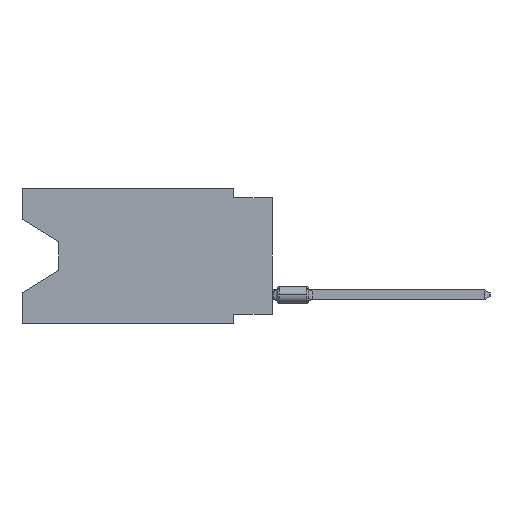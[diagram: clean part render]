
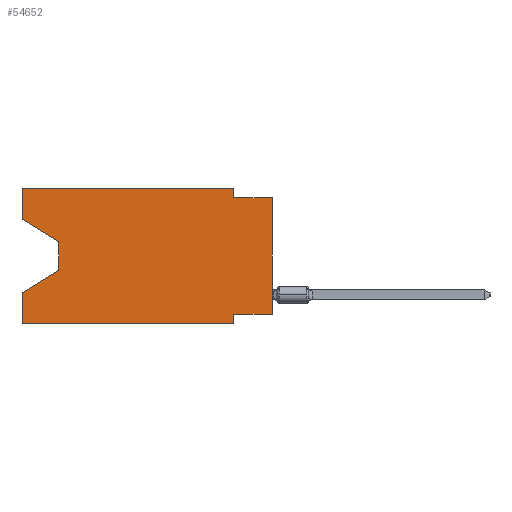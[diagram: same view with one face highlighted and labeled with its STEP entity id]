
A CAD part, left-side view. The second image highlights one B-rep face of the part: STEP entity #54652.
In plain terms, the highlighted planar face has unit normal (-1, 0, 0).
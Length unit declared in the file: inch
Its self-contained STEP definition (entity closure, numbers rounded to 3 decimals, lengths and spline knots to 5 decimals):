
#995 = ORIENTED_EDGE ( 'NONE', *, *, #22509, .F. ) ;
#1089 = EDGE_CURVE ( 'NONE', #3242, #17518, #58040, .T. ) ;
#1886 = CARTESIAN_POINT ( 'NONE',  ( 0., 0.55, -0.138 ) ) ;
#2522 = DIRECTION ( 'NONE',  ( 0., -1., 0. ) ) ;
#3024 = VERTEX_POINT ( 'NONE', #51130 ) ;
#3120 = PLANE ( 'NONE',  #9193 ) ;
#3242 = VERTEX_POINT ( 'NONE', #41268 ) ;
#3598 = EDGE_CURVE ( 'NONE', #32844, #71212, #45852, .T. ) ;
#5175 = CARTESIAN_POINT ( 'NONE',  ( 0., 0., -0.325 ) ) ;
#6657 = ORIENTED_EDGE ( 'NONE', *, *, #22875, .T. ) ;
#8084 = VECTOR ( 'NONE', #58162, 39.37008 ) ;
#8419 = VECTOR ( 'NONE', #26842, 39.37008 ) ;
#8636 = CARTESIAN_POINT ( 'NONE',  ( 0., 0.645, 0. ) ) ;
#9193 = AXIS2_PLACEMENT_3D ( 'NONE', #8636, #31278, #9360 ) ;
#9360 = DIRECTION ( 'NONE',  ( 0., 0., -1. ) ) ;
#9402 = ORIENTED_EDGE ( 'NONE', *, *, #49379, .T. ) ;
#10384 = ORIENTED_EDGE ( 'NONE', *, *, #11743, .T. ) ;
#10961 = ORIENTED_EDGE ( 'NONE', *, *, #1089, .F. ) ;
#11027 = VERTEX_POINT ( 'NONE', #63413 ) ;
#11743 = EDGE_CURVE ( 'NONE', #3024, #27729, #12354, .T. ) ;
#12236 = CARTESIAN_POINT ( 'NONE',  ( 0., 0., -0.325 ) ) ;
#12354 = LINE ( 'NONE', #68257, #54630 ) ;
#12662 = LINE ( 'NONE', #18880, #65576 ) ;
#13058 = CARTESIAN_POINT ( 'NONE',  ( 0., 0.645, -0.26975 ) ) ;
#14006 = CARTESIAN_POINT ( 'NONE',  ( 0., 0.645, 0. ) ) ;
#15146 = CARTESIAN_POINT ( 'NONE',  ( 0., 0.1, 0. ) ) ;
#15357 = CARTESIAN_POINT ( 'NONE',  ( 0., 0.645, 0. ) ) ;
#15868 = CARTESIAN_POINT ( 'NONE',  ( 0., 0.55, -0.138 ) ) ;
#17518 = VERTEX_POINT ( 'NONE', #15146 ) ;
#18633 = DIRECTION ( 'NONE',  ( 0., 0., -1. ) ) ;
#18880 = CARTESIAN_POINT ( 'NONE',  ( 0., 0., -0.025 ) ) ;
#19098 = LINE ( 'NONE', #1886, #8084 ) ;
#19957 = EDGE_CURVE ( 'NONE', #11027, #22820, #43865, .T. ) ;
#20356 = DIRECTION ( 'NONE',  ( 0., 0., -1. ) ) ;
#20832 = LINE ( 'NONE', #15357, #64372 ) ;
#20967 = VERTEX_POINT ( 'NONE', #64467 ) ;
#22509 = EDGE_CURVE ( 'NONE', #3024, #51065, #20832, .T. ) ;
#22820 = VERTEX_POINT ( 'NONE', #15868 ) ;
#22875 = EDGE_CURVE ( 'NONE', #42002, #51065, #66664, .T. ) ;
#23305 = VERTEX_POINT ( 'NONE', #62185 ) ;
#23882 = VECTOR ( 'NONE', #20356, 39.37008 ) ;
#26168 = FACE_OUTER_BOUND ( 'NONE', #27851, .T. ) ;
#26603 = VECTOR ( 'NONE', #65135, 39.37008 ) ;
#26842 = DIRECTION ( 'NONE',  ( 0., 0.855, -0.519 ) ) ;
#27729 = VERTEX_POINT ( 'NONE', #66495 ) ;
#27851 = EDGE_LOOP ( 'NONE', ( #30090, #9402, #6657, #995, #10384, #55258, #69852, #37312, #57347, #48410, #10961, #34000 ) ) ;
#30090 = ORIENTED_EDGE ( 'NONE', *, *, #19957, .T. ) ;
#31278 = DIRECTION ( 'NONE',  ( 1., 0., 0. ) ) ;
#32844 = VERTEX_POINT ( 'NONE', #5175 ) ;
#34000 = ORIENTED_EDGE ( 'NONE', *, *, #53869, .F. ) ;
#34509 = DIRECTION ( 'NONE',  ( 0., 1., 0. ) ) ;
#35663 = DIRECTION ( 'NONE',  ( 0., -1., 0. ) ) ;
#36782 = LINE ( 'NONE', #48802, #23882 ) ;
#37312 = ORIENTED_EDGE ( 'NONE', *, *, #61966, .T. ) ;
#37638 = DIRECTION ( 'NONE',  ( 0., 0., 1. ) ) ;
#39109 = DIRECTION ( 'NONE',  ( 0., -0.855, -0.519 ) ) ;
#40666 = VECTOR ( 'NONE', #39109, 39.37008 ) ;
#41268 = CARTESIAN_POINT ( 'NONE',  ( 0., 0.645, 0. ) ) ;
#42002 = VERTEX_POINT ( 'NONE', #56404 ) ;
#42680 = CARTESIAN_POINT ( 'NONE',  ( 0., 0.1, -0.325 ) ) ;
#43717 = DIRECTION ( 'NONE',  ( 0., 0., 1. ) ) ;
#43865 = LINE ( 'NONE', #66148, #40666 ) ;
#45695 = EDGE_CURVE ( 'NONE', #71212, #27729, #36782, .T. ) ;
#45760 = VECTOR ( 'NONE', #2522, 39.37008 ) ;
#45852 = LINE ( 'NONE', #12236, #57859 ) ;
#47970 = LINE ( 'NONE', #14006, #26603 ) ;
#48410 = ORIENTED_EDGE ( 'NONE', *, *, #48557, .F. ) ;
#48557 = EDGE_CURVE ( 'NONE', #17518, #20967, #61391, .T. ) ;
#48802 = CARTESIAN_POINT ( 'NONE',  ( 0., 0.1, -0.35 ) ) ;
#49379 = EDGE_CURVE ( 'NONE', #22820, #42002, #19098, .T. ) ;
#50436 = CARTESIAN_POINT ( 'NONE',  ( 0., 0.1, 0. ) ) ;
#51065 = VERTEX_POINT ( 'NONE', #13058 ) ;
#51130 = CARTESIAN_POINT ( 'NONE',  ( 0., 0.645, -0.35 ) ) ;
#52952 = CARTESIAN_POINT ( 'NONE',  ( 0., 0.645, 0. ) ) ;
#53869 = EDGE_CURVE ( 'NONE', #11027, #3242, #47970, .T. ) ;
#54608 = CARTESIAN_POINT ( 'NONE',  ( 0., 0.55, -0.212 ) ) ;
#54630 = VECTOR ( 'NONE', #61322, 39.37008 ) ;
#54652 = ADVANCED_FACE ( 'NONE', ( #26168 ), #3120, .F. ) ;
#55258 = ORIENTED_EDGE ( 'NONE', *, *, #45695, .F. ) ;
#55810 = VECTOR ( 'NONE', #18633, 39.37008 ) ;
#56404 = CARTESIAN_POINT ( 'NONE',  ( 0., 0.55, -0.212 ) ) ;
#57347 = ORIENTED_EDGE ( 'NONE', *, *, #71593, .F. ) ;
#57859 = VECTOR ( 'NONE', #34509, 39.37008 ) ;
#58040 = LINE ( 'NONE', #52952, #45760 ) ;
#58162 = DIRECTION ( 'NONE',  ( 0., 0., -1. ) ) ;
#61322 = DIRECTION ( 'NONE',  ( 0., -1., 0. ) ) ;
#61391 = LINE ( 'NONE', #50436, #55810 ) ;
#61455 = VECTOR ( 'NONE', #43717, 39.37008 ) ;
#61883 = LINE ( 'NONE', #71143, #61455 ) ;
#61966 = EDGE_CURVE ( 'NONE', #32844, #23305, #61883, .T. ) ;
#62185 = CARTESIAN_POINT ( 'NONE',  ( 0., 0., -0.025 ) ) ;
#63413 = CARTESIAN_POINT ( 'NONE',  ( 0., 0.645, -0.08025 ) ) ;
#64372 = VECTOR ( 'NONE', #37638, 39.37008 ) ;
#64467 = CARTESIAN_POINT ( 'NONE',  ( 0., 0.1, -0.025 ) ) ;
#65135 = DIRECTION ( 'NONE',  ( 0., 0., 1. ) ) ;
#65576 = VECTOR ( 'NONE', #35663, 39.37008 ) ;
#66148 = CARTESIAN_POINT ( 'NONE',  ( 0., 0.645, -0.08025 ) ) ;
#66495 = CARTESIAN_POINT ( 'NONE',  ( 0., 0.1, -0.35 ) ) ;
#66664 = LINE ( 'NONE', #54608, #8419 ) ;
#68257 = CARTESIAN_POINT ( 'NONE',  ( 0., 0.645, -0.35 ) ) ;
#69852 = ORIENTED_EDGE ( 'NONE', *, *, #3598, .F. ) ;
#71143 = CARTESIAN_POINT ( 'NONE',  ( 0., 0., 0. ) ) ;
#71212 = VERTEX_POINT ( 'NONE', #42680 ) ;
#71593 = EDGE_CURVE ( 'NONE', #20967, #23305, #12662, .T. ) ;
